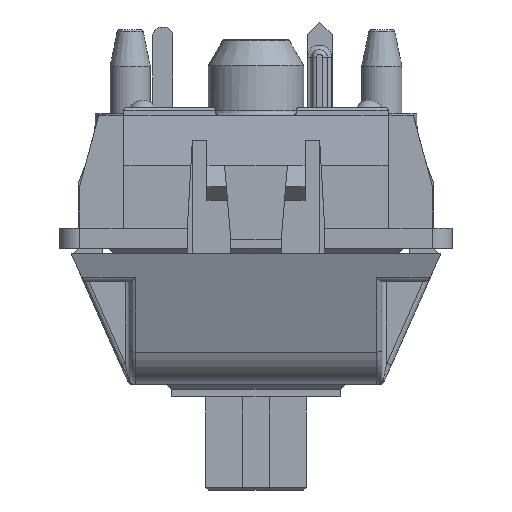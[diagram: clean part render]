
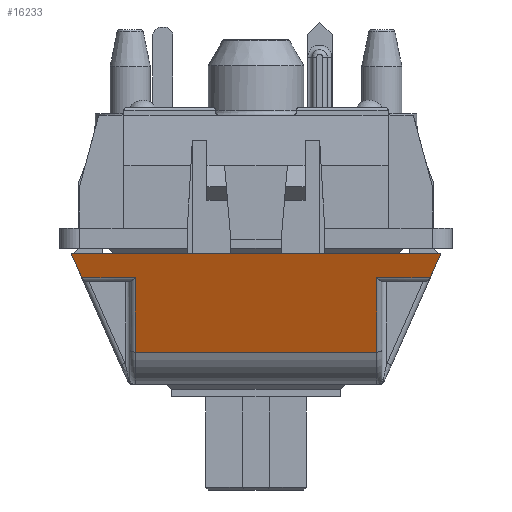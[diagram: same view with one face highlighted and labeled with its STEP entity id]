
A CAD part, left-side view. The second image highlights one B-rep face of the part: STEP entity #16233.
In plain terms, the highlighted planar face has unit normal (-0.933, 0, -0.359).
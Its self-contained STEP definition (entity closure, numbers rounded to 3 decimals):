
#1333=FACE_OUTER_BOUND('',#2277,.T.);
#2277=EDGE_LOOP('',(#12229,#12230,#12231,#12232,#12233,#12234,#12235,#12236));
#3612=LINE('',#25071,#5434);
#3674=LINE('',#25256,#5496);
#3675=LINE('',#25258,#5497);
#3676=LINE('',#25259,#5498);
#3677=LINE('',#25261,#5499);
#3678=LINE('',#25263,#5500);
#3679=LINE('',#25265,#5501);
#3680=LINE('',#25266,#5502);
#5434=VECTOR('',#19942,10.);
#5496=VECTOR('',#20028,3.157);
#5497=VECTOR('',#20029,2.12);
#5498=VECTOR('',#20030,10.);
#5499=VECTOR('',#20031,10.);
#5500=VECTOR('',#20032,2.12);
#5501=VECTOR('',#20033,3.157);
#5502=VECTOR('',#20034,9.6);
#7104=VERTEX_POINT('',#25069);
#7105=VERTEX_POINT('',#25070);
#7177=VERTEX_POINT('',#25254);
#7178=VERTEX_POINT('',#25255);
#7179=VERTEX_POINT('',#25257);
#7180=VERTEX_POINT('',#25260);
#7181=VERTEX_POINT('',#25262);
#7182=VERTEX_POINT('',#25264);
#8924=EDGE_CURVE('',#7104,#7105,#3612,.T.);
#8999=EDGE_CURVE('',#7177,#7178,#3674,.T.);
#9000=EDGE_CURVE('',#7178,#7179,#3675,.T.);
#9001=EDGE_CURVE('',#7104,#7179,#3676,.T.);
#9002=EDGE_CURVE('',#7180,#7105,#3677,.T.);
#9003=EDGE_CURVE('',#7180,#7181,#3678,.T.);
#9004=EDGE_CURVE('',#7181,#7182,#3679,.T.);
#9005=EDGE_CURVE('',#7177,#7182,#3680,.T.);
#12229=ORIENTED_EDGE('',*,*,#8999,.T.);
#12230=ORIENTED_EDGE('',*,*,#9000,.T.);
#12231=ORIENTED_EDGE('',*,*,#9001,.F.);
#12232=ORIENTED_EDGE('',*,*,#8924,.T.);
#12233=ORIENTED_EDGE('',*,*,#9002,.F.);
#12234=ORIENTED_EDGE('',*,*,#9003,.T.);
#12235=ORIENTED_EDGE('',*,*,#9004,.T.);
#12236=ORIENTED_EDGE('',*,*,#9005,.F.);
#15585=PLANE('',#17365);
#16233=ADVANCED_FACE('',(#1333),#15585,.T.);
#17365=AXIS2_PLACEMENT_3D('',#25253,#20026,#20027);
#19942=DIRECTION('',(0.,1.,0.));
#20026=DIRECTION('center_axis',(-0.933,0.,-0.359));
#20027=DIRECTION('ref_axis',(-0.359,0.,0.933));
#20028=DIRECTION('',(-0.359,0.,0.933));
#20029=DIRECTION('',(0.,-1.,0.));
#20030=DIRECTION('',(0.332,0.382,-0.863));
#20031=DIRECTION('',(-0.332,0.382,0.863));
#20032=DIRECTION('',(0.,-1.,0.));
#20033=DIRECTION('',(0.359,0.,-0.933));
#20034=DIRECTION('',(0.,1.,0.));
#25069=CARTESIAN_POINT('',(-7.35,-7.35,5.2));
#25070=CARTESIAN_POINT('',(-7.35,7.35,5.2));
#25071=CARTESIAN_POINT('',(-7.35,0.,5.2));
#25253=CARTESIAN_POINT('Origin',(-6.35,0.,2.6));
#25254=CARTESIAN_POINT('',(-5.842,-4.8,1.282));
#25255=CARTESIAN_POINT('',(-6.976,-4.8,4.228));
#25256=CARTESIAN_POINT('',(-5.842,-4.8,1.282));
#25257=CARTESIAN_POINT('',(-6.976,-6.92,4.228));
#25258=CARTESIAN_POINT('',(-6.976,-4.8,4.228));
#25259=CARTESIAN_POINT('',(-5.607,-5.345,0.67));
#25260=CARTESIAN_POINT('',(-6.976,6.92,4.228));
#25261=CARTESIAN_POINT('',(-5.607,5.345,0.67));
#25262=CARTESIAN_POINT('',(-6.976,4.8,4.228));
#25263=CARTESIAN_POINT('',(-6.976,6.92,4.228));
#25264=CARTESIAN_POINT('',(-5.842,4.8,1.282));
#25265=CARTESIAN_POINT('',(-6.976,4.8,4.228));
#25266=CARTESIAN_POINT('',(-5.842,-4.8,1.282));
